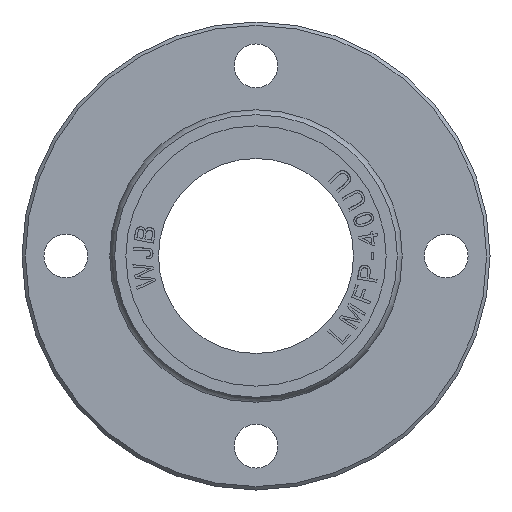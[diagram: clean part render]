
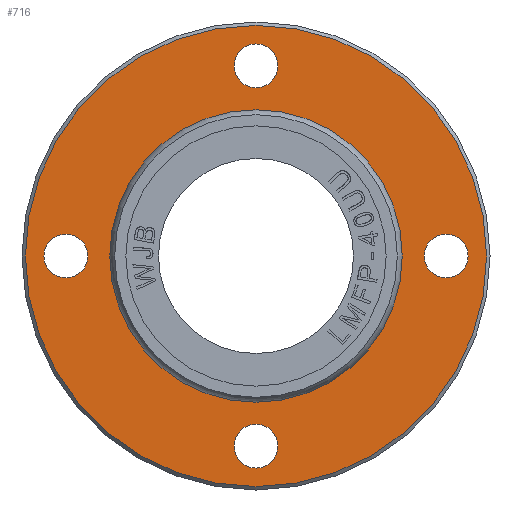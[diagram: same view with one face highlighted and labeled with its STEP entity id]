
A CAD part, left-side view. The second image highlights one B-rep face of the part: STEP entity #716.
In plain terms, the highlighted planar face has unit normal (-1, 0, 0).
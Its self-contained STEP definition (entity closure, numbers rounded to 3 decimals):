
#465=PLANE('',#6724);
#716=ADVANCED_FACE('',(#2349,#2350,#2351,#2352,#2353,#2354),#465,.T.);
#1162=CIRCLE('',#6715,47.3);
#1164=CIRCLE('',#6719,29.668);
#1165=CIRCLE('',#6720,4.5);
#1166=CIRCLE('',#6721,4.5);
#1167=CIRCLE('',#6722,4.5);
#1168=CIRCLE('',#6723,4.5);
#2349=FACE_BOUND('',#2480,.T.);
#2350=FACE_BOUND('',#2481,.T.);
#2351=FACE_BOUND('',#2482,.T.);
#2352=FACE_BOUND('',#2483,.T.);
#2353=FACE_BOUND('',#2484,.T.);
#2354=FACE_BOUND('',#2485,.T.);
#2480=EDGE_LOOP('',(#3160));
#2481=EDGE_LOOP('',(#3161));
#2482=EDGE_LOOP('',(#3162));
#2483=EDGE_LOOP('',(#3163));
#2484=EDGE_LOOP('',(#3164));
#2485=EDGE_LOOP('',(#3165));
#3160=ORIENTED_EDGE('',*,*,#5611,.F.);
#3161=ORIENTED_EDGE('',*,*,#5613,.F.);
#3162=ORIENTED_EDGE('',*,*,#5614,.T.);
#3163=ORIENTED_EDGE('',*,*,#5615,.T.);
#3164=ORIENTED_EDGE('',*,*,#5616,.T.);
#3165=ORIENTED_EDGE('',*,*,#5617,.T.);
#4989=VERTEX_POINT('',#9726);
#4991=VERTEX_POINT('',#9732);
#4992=VERTEX_POINT('',#9734);
#4993=VERTEX_POINT('',#9736);
#4994=VERTEX_POINT('',#9738);
#4995=VERTEX_POINT('',#9740);
#5611=EDGE_CURVE('',#4989,#4989,#1162,.T.);
#5613=EDGE_CURVE('',#4991,#4991,#1164,.T.);
#5614=EDGE_CURVE('',#4992,#4992,#1165,.T.);
#5615=EDGE_CURVE('',#4993,#4993,#1166,.T.);
#5616=EDGE_CURVE('',#4994,#4994,#1167,.T.);
#5617=EDGE_CURVE('',#4995,#4995,#1168,.T.);
#6715=AXIS2_PLACEMENT_3D('',#9725,#7302,#7303);
#6719=AXIS2_PLACEMENT_3D('',#9731,#7310,#7311);
#6720=AXIS2_PLACEMENT_3D('',#9733,#7312,#7313);
#6721=AXIS2_PLACEMENT_3D('',#9735,#7314,#7315);
#6722=AXIS2_PLACEMENT_3D('',#9737,#7316,#7317);
#6723=AXIS2_PLACEMENT_3D('',#9739,#7318,#7319);
#6724=AXIS2_PLACEMENT_3D('',#9741,#7320,#7321);
#7302=DIRECTION('',(1.,0.,0.));
#7303=DIRECTION('',(0.,0.,-1.));
#7310=DIRECTION('',(-1.,0.,0.));
#7311=DIRECTION('',(0.,0.,1.));
#7312=DIRECTION('',(1.,0.,0.));
#7313=DIRECTION('',(0.,1.,0.));
#7314=DIRECTION('',(1.,0.,0.));
#7315=DIRECTION('',(0.,1.,0.));
#7316=DIRECTION('',(1.,0.,0.));
#7317=DIRECTION('',(0.,1.,0.));
#7318=DIRECTION('',(1.,0.,0.));
#7319=DIRECTION('',(0.,1.,0.));
#7320=DIRECTION('',(-1.,0.,0.));
#7321=DIRECTION('',(0.,0.,1.));
#9725=CARTESIAN_POINT('',(13.,0.,0.));
#9726=CARTESIAN_POINT('',(13.,0.,47.3));
#9731=CARTESIAN_POINT('',(13.,0.,0.));
#9732=CARTESIAN_POINT('',(13.,0.,29.668));
#9733=CARTESIAN_POINT('',(13.,39.,0.));
#9734=CARTESIAN_POINT('',(13.,34.5,0.));
#9735=CARTESIAN_POINT('',(13.,-39.,0.));
#9736=CARTESIAN_POINT('',(13.,-43.5,0.));
#9737=CARTESIAN_POINT('',(13.,0.,39.));
#9738=CARTESIAN_POINT('',(13.,-4.5,39.));
#9739=CARTESIAN_POINT('',(13.,0.,-39.));
#9740=CARTESIAN_POINT('',(13.,-4.5,-39.));
#9741=CARTESIAN_POINT('',(13.,0.,38.834));
